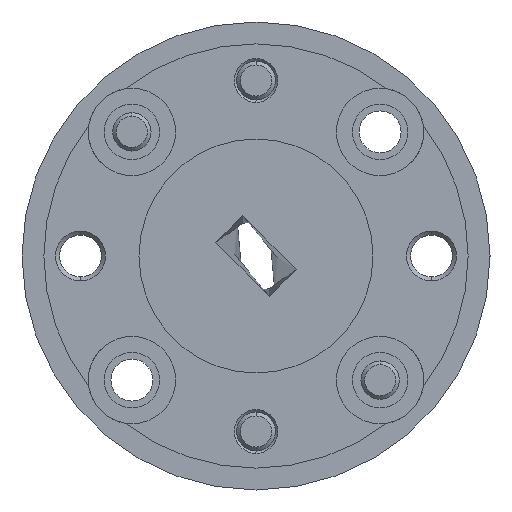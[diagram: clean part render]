
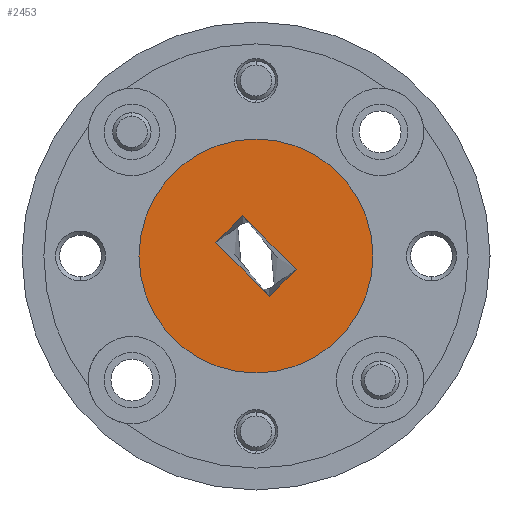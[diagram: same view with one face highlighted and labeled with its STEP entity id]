
A CAD part, left-side view. The second image highlights one B-rep face of the part: STEP entity #2453.
In plain terms, the highlighted planar face has unit normal (-1, 0, 0).
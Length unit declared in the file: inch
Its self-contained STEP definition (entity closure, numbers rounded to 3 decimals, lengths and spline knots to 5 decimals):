
#53 = EDGE_CURVE ( 'NONE', #2783, #2715, #812, .T. ) ;
#93 = CARTESIAN_POINT ( 'NONE',  ( -2.45102, 0.01718, 1.01741 ) ) ;
#106 = DIRECTION ( 'NONE',  ( 0., -0.707, 0.707 ) ) ;
#305 = CARTESIAN_POINT ( 'NONE',  ( -2.45102, 0.01718, 1.01741 ) ) ;
#451 = CARTESIAN_POINT ( 'NONE',  ( -2.45102, -0.04752, 0.99585 ) ) ;
#486 = CARTESIAN_POINT ( 'NONE',  ( -2.45102, -0.04752, 0.80835 ) ) ;
#576 = LINE ( 'NONE', #2028, #1611 ) ;
#621 = CARTESIAN_POINT ( 'NONE',  ( -2.45102, 0.32748, 0.99585 ) ) ;
#672 = FACE_OUTER_BOUND ( 'NONE', #1546, .T. ) ;
#689 = ORIENTED_EDGE ( 'NONE', *, *, #4687, .F. ) ;
#780 = CARTESIAN_POINT ( 'NONE',  ( -2.45102, 0.01718, 1.01741 ) ) ;
#812 = LINE ( 'NONE', #93, #2707 ) ;
#849 = CARTESIAN_POINT ( 'NONE',  ( -2.45102, -0.04752, 0.99585 ) ) ;
#928 = AXIS2_PLACEMENT_3D ( 'NONE', #451, #3655, #3703 ) ;
#1066 = LINE ( 'NONE', #305, #1468 ) ;
#1231 = DIRECTION ( 'NONE',  ( -1., 0., 0. ) ) ;
#1289 = DIRECTION ( 'NONE',  ( 0., 0., 1. ) ) ;
#1290 = DIRECTION ( 'NONE',  ( 0., 0.707, 0.707 ) ) ;
#1468 = VECTOR ( 'NONE', #4612, 39.37008 ) ;
#1546 = EDGE_LOOP ( 'NONE', ( #1798, #3292 ) ) ;
#1611 = VECTOR ( 'NONE', #106, 39.37008 ) ;
#1718 = DIRECTION ( 'NONE',  ( 0., 0., 1. ) ) ;
#1744 = ORIENTED_EDGE ( 'NONE', *, *, #2419, .F. ) ;
#1767 = FACE_BOUND ( 'NONE', #4472, .T. ) ;
#1798 = ORIENTED_EDGE ( 'NONE', *, *, #1946, .T. ) ;
#1946 = EDGE_CURVE ( 'NONE', #2669, #2305, #4493, .T. ) ;
#1959 = CARTESIAN_POINT ( 'NONE',  ( -2.45102, -0.02595, 1.06055 ) ) ;
#2028 = CARTESIAN_POINT ( 'NONE',  ( -2.45102, -0.06908, 0.93115 ) ) ;
#2223 = CARTESIAN_POINT ( 'NONE',  ( -2.45102, -0.04752, 1.18335 ) ) ;
#2305 = VERTEX_POINT ( 'NONE', #486 ) ;
#2419 = EDGE_CURVE ( 'NONE', #2715, #3702, #576, .T. ) ;
#2453 = ADVANCED_FACE ( 'NONE', ( #1767, #672 ), #3488, .F. ) ;
#2669 = VERTEX_POINT ( 'NONE', #2223 ) ;
#2675 = AXIS2_PLACEMENT_3D ( 'NONE', #849, #1231, #1289 ) ;
#2707 = VECTOR ( 'NONE', #3412, 39.37008 ) ;
#2715 = VERTEX_POINT ( 'NONE', #3722 ) ;
#2758 = CIRCLE ( 'NONE', #928, 0.1875 ) ;
#2783 = VERTEX_POINT ( 'NONE', #780 ) ;
#2833 = ORIENTED_EDGE ( 'NONE', *, *, #4089, .F. ) ;
#3276 = CARTESIAN_POINT ( 'NONE',  ( -2.45102, -0.11222, 0.97428 ) ) ;
#3292 = ORIENTED_EDGE ( 'NONE', *, *, #4246, .T. ) ;
#3412 = DIRECTION ( 'NONE',  ( 0., -0.707, -0.707 ) ) ;
#3488 = PLANE ( 'NONE',  #4648 ) ;
#3531 = VECTOR ( 'NONE', #1290, 39.37008 ) ;
#3537 = DIRECTION ( 'NONE',  ( 1., 0., 0. ) ) ;
#3655 = DIRECTION ( 'NONE',  ( -1., 0., 0. ) ) ;
#3702 = VERTEX_POINT ( 'NONE', #3276 ) ;
#3703 = DIRECTION ( 'NONE',  ( 0., 0., 1. ) ) ;
#3722 = CARTESIAN_POINT ( 'NONE',  ( -2.45102, -0.06908, 0.93115 ) ) ;
#3848 = VERTEX_POINT ( 'NONE', #1959 ) ;
#4089 = EDGE_CURVE ( 'NONE', #3848, #2783, #1066, .T. ) ;
#4246 = EDGE_CURVE ( 'NONE', #2305, #2669, #2758, .T. ) ;
#4383 = ORIENTED_EDGE ( 'NONE', *, *, #53, .F. ) ;
#4472 = EDGE_LOOP ( 'NONE', ( #2833, #689, #1744, #4383 ) ) ;
#4493 = CIRCLE ( 'NONE', #2675, 0.1875 ) ;
#4574 = LINE ( 'NONE', #4626, #3531 ) ;
#4612 = DIRECTION ( 'NONE',  ( 0., 0.707, -0.707 ) ) ;
#4626 = CARTESIAN_POINT ( 'NONE',  ( -2.45102, -0.02595, 1.06055 ) ) ;
#4648 = AXIS2_PLACEMENT_3D ( 'NONE', #621, #3537, #1718 ) ;
#4687 = EDGE_CURVE ( 'NONE', #3702, #3848, #4574, .T. ) ;
